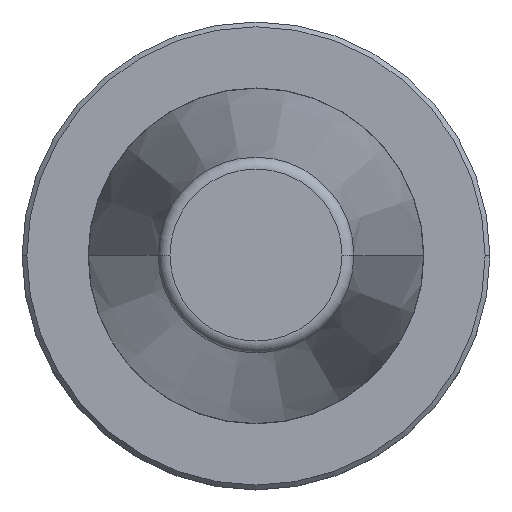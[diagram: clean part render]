
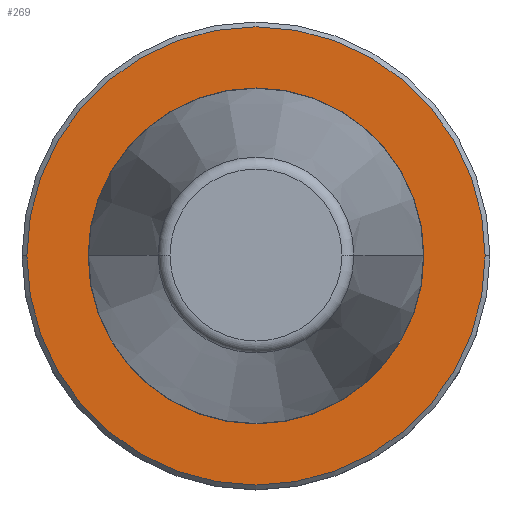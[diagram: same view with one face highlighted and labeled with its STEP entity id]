
A CAD part, top view. The second image highlights one B-rep face of the part: STEP entity #269.
In plain terms, the highlighted planar face has unit normal (0, 0, 1).
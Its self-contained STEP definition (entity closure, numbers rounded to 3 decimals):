
#32 = CARTESIAN_POINT ( 'NONE',  ( 0., 0., -3.2 ) ) ;
#40 = CARTESIAN_POINT ( 'NONE',  ( 47.75, 0., -3.2 ) ) ;
#57 = CIRCLE ( 'NONE', #534, 47.75 ) ;
#80 = CARTESIAN_POINT ( 'NONE',  ( 0., 0., -3.2 ) ) ;
#90 = DIRECTION ( 'NONE',  ( -1., 0., 0. ) ) ;
#97 = VERTEX_POINT ( 'NONE', #40 ) ;
#120 = DIRECTION ( 'NONE',  ( 1., 0., 0. ) ) ;
#136 = ORIENTED_EDGE ( 'NONE', *, *, #326, .T. ) ;
#140 = DIRECTION ( 'NONE',  ( 0., 0., 1. ) ) ;
#173 = CARTESIAN_POINT ( 'NONE',  ( 0., 0., -3.2 ) ) ;
#179 = AXIS2_PLACEMENT_3D ( 'NONE', #702, #140, #788 ) ;
#181 = EDGE_CURVE ( 'NONE', #97, #395, #1100, .T. ) ;
#259 = ORIENTED_EDGE ( 'NONE', *, *, #181, .T. ) ;
#266 = DIRECTION ( 'NONE',  ( 1., 0., 0. ) ) ;
#269 = ADVANCED_FACE ( 'NONE', ( #324, #546 ), #1097, .F. ) ;
#284 = AXIS2_PLACEMENT_3D ( 'NONE', #80, #843, #90 ) ;
#285 = CIRCLE ( 'NONE', #796, 35. ) ;
#324 = FACE_BOUND ( 'NONE', #344, .T. ) ;
#326 = EDGE_CURVE ( 'NONE', #395, #97, #57, .T. ) ;
#344 = EDGE_LOOP ( 'NONE', ( #560, #1122 ) ) ;
#395 = VERTEX_POINT ( 'NONE', #696 ) ;
#510 = EDGE_LOOP ( 'NONE', ( #136, #259 ) ) ;
#517 = CARTESIAN_POINT ( 'NONE',  ( -35., 0., -3.2 ) ) ;
#534 = AXIS2_PLACEMENT_3D ( 'NONE', #173, #830, #266 ) ;
#546 = FACE_OUTER_BOUND ( 'NONE', #510, .T. ) ;
#560 = ORIENTED_EDGE ( 'NONE', *, *, #576, .F. ) ;
#576 = EDGE_CURVE ( 'NONE', #972, #1025, #285, .T. ) ;
#677 = DIRECTION ( 'NONE',  ( 0., 0., 1. ) ) ;
#696 = CARTESIAN_POINT ( 'NONE',  ( -47.75, 0., -3.2 ) ) ;
#702 = CARTESIAN_POINT ( 'NONE',  ( 0., 0., -3.2 ) ) ;
#746 = CIRCLE ( 'NONE', #179, 35. ) ;
#788 = DIRECTION ( 'NONE',  ( 1., 0., 0. ) ) ;
#796 = AXIS2_PLACEMENT_3D ( 'NONE', #32, #677, #120 ) ;
#807 = DIRECTION ( 'NONE',  ( 1., 0., 0. ) ) ;
#830 = DIRECTION ( 'NONE',  ( 0., 0., 1. ) ) ;
#843 = DIRECTION ( 'NONE',  ( 0., 0., -1. ) ) ;
#854 = DIRECTION ( 'NONE',  ( 0., 0., 1. ) ) ;
#879 = AXIS2_PLACEMENT_3D ( 'NONE', #1159, #854, #807 ) ;
#972 = VERTEX_POINT ( 'NONE', #1165 ) ;
#986 = EDGE_CURVE ( 'NONE', #1025, #972, #746, .T. ) ;
#1025 = VERTEX_POINT ( 'NONE', #517 ) ;
#1097 = PLANE ( 'NONE',  #284 ) ;
#1100 = CIRCLE ( 'NONE', #879, 47.75 ) ;
#1122 = ORIENTED_EDGE ( 'NONE', *, *, #986, .F. ) ;
#1159 = CARTESIAN_POINT ( 'NONE',  ( 0., 0., -3.2 ) ) ;
#1165 = CARTESIAN_POINT ( 'NONE',  ( 35., 0., -3.2 ) ) ;
